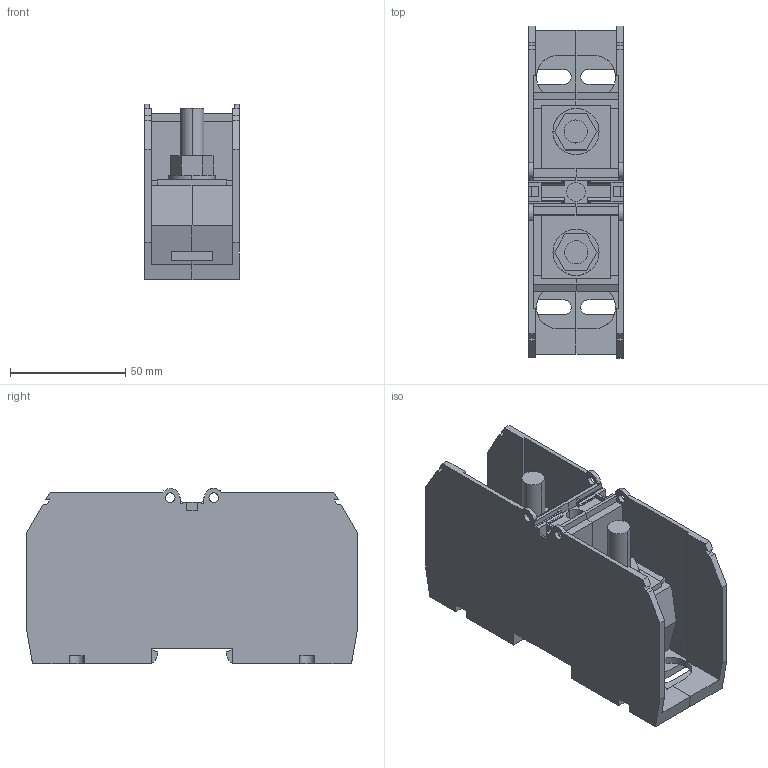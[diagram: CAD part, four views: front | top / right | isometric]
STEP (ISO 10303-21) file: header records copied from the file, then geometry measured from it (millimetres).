
FILE_DESCRIPTION(('Creo Elements/Direct Modeling STEP Export'),'2;1');
FILE_NAME('model.stp','2021-04-08T 0:24:26',(''),(''),'Creo Elements/Direct Modeling STEP processor for AP214 (Solid Model)','Creo Elements/Direct Modeling 20.1D 10-Oct-2020 (C) Parametric Technology GmbH','');
FILE_SCHEMA(('AUTOMOTIVE_DESIGN { 1 0 10303 214 1 1 1 1 }'));
Length unit declared in the file: millimetre
Products named in the file (2): RBO_10_FE-Select
Assembly tree (1 placements, depth 2):
  RBO_10_FE-Select
    RBO_10_FE-Select
Bounding box: 41 x 144 x 76 mm (x, y, z)
Volume: 202114.3 mm3; surface area: 55781.6 mm2
Topology: 1 solids, 1 shells, 279 faces, 790 edges, 515 vertices
Faces by surface type: plane 243, cylinder 36
Entity records: 10591 total; most frequent: ORIENTED_EDGE 1580, CARTESIAN_POINT 1456, DIRECTION 1220, EDGE_CURVE 790, VECTOR 662, LINE 662, VERTEX_POINT 515, EDGE_LOOP 297
